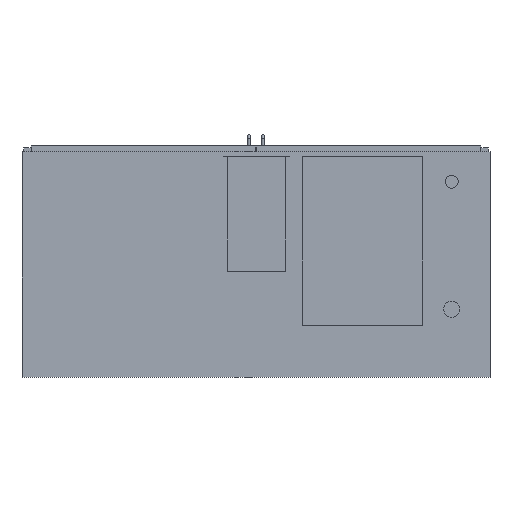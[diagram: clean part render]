
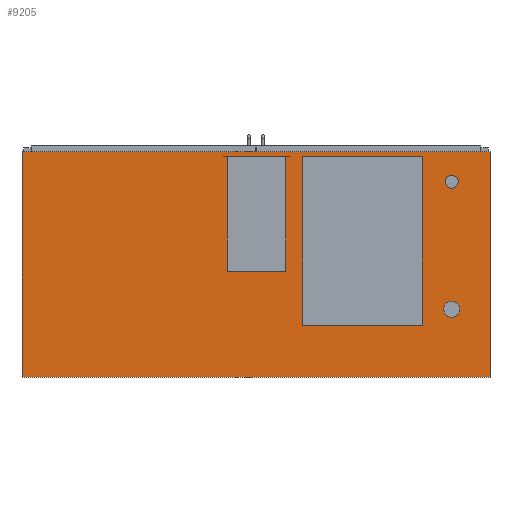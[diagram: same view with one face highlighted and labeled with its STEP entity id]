
A CAD part, front view. The second image highlights one B-rep face of the part: STEP entity #9205.
In plain terms, the highlighted planar face has unit normal (0, -1, 0).
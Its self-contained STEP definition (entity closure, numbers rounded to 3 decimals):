
#91=FACE_BOUND('',#961,.T.);
#92=FACE_BOUND('',#962,.T.);
#111=CIRCLE('',#9842,20.);
#113=CIRCLE('',#9846,25.);
#389=FACE_OUTER_BOUND('',#960,.T.);
#960=EDGE_LOOP('',(#6139,#6140,#6141,#6142));
#961=EDGE_LOOP('',(#6143));
#962=EDGE_LOOP('',(#6144));
#1560=LINE('',#13229,#2732);
#1562=LINE('',#13233,#2734);
#1564=LINE('',#13237,#2736);
#1566=LINE('',#13240,#2738);
#2732=VECTOR('',#10623,10.);
#2734=VECTOR('',#10627,10.);
#2736=VECTOR('',#10631,10.);
#2738=VECTOR('',#10635,10.);
#3882=VERTEX_POINT('',#13180);
#3884=VERTEX_POINT('',#13187);
#3897=VERTEX_POINT('',#13226);
#3898=VERTEX_POINT('',#13228);
#3899=VERTEX_POINT('',#13232);
#3900=VERTEX_POINT('',#13236);
#4759=EDGE_CURVE('',#3882,#3882,#111,.T.);
#4762=EDGE_CURVE('',#3884,#3884,#113,.T.);
#4780=EDGE_CURVE('',#3898,#3897,#1560,.T.);
#4782=EDGE_CURVE('',#3899,#3898,#1562,.T.);
#4784=EDGE_CURVE('',#3900,#3899,#1564,.T.);
#4786=EDGE_CURVE('',#3897,#3900,#1566,.T.);
#6139=ORIENTED_EDGE('',*,*,#4786,.T.);
#6140=ORIENTED_EDGE('',*,*,#4784,.T.);
#6141=ORIENTED_EDGE('',*,*,#4782,.T.);
#6142=ORIENTED_EDGE('',*,*,#4780,.T.);
#6143=ORIENTED_EDGE('',*,*,#4759,.T.);
#6144=ORIENTED_EDGE('',*,*,#4762,.T.);
#8711=PLANE('',#9858);
#9205=ADVANCED_FACE('',(#389,#91,#92),#8711,.T.);
#9842=AXIS2_PLACEMENT_3D('',#13182,#10579,#10580);
#9846=AXIS2_PLACEMENT_3D('',#13189,#10588,#10589);
#9858=AXIS2_PLACEMENT_3D('',#13241,#10636,#10637);
#10579=DIRECTION('center_axis',(0.,1.,0.));
#10580=DIRECTION('ref_axis',(1.,0.,0.));
#10588=DIRECTION('center_axis',(0.,1.,0.));
#10589=DIRECTION('ref_axis',(1.,0.,0.));
#10623=DIRECTION('',(-1.,0.,0.));
#10627=DIRECTION('',(0.,0.,1.));
#10631=DIRECTION('',(1.,0.,0.));
#10635=DIRECTION('',(0.,0.,-1.));
#10636=DIRECTION('center_axis',(0.,-1.,0.));
#10637=DIRECTION('ref_axis',(0.,0.,-1.));
#13180=CARTESIAN_POINT('',(582.,-370.,254.5));
#13182=CARTESIAN_POINT('Origin',(602.,-370.,254.5));
#13187=CARTESIAN_POINT('',(577.,-370.,-137.5));
#13189=CARTESIAN_POINT('Origin',(602.,-370.,-137.5));
#13226=CARTESIAN_POINT('',(-720.,-370.,347.5));
#13228=CARTESIAN_POINT('',(720.,-370.,347.5));
#13229=CARTESIAN_POINT('',(-720.,-370.,347.5));
#13232=CARTESIAN_POINT('',(720.,-370.,-347.5));
#13233=CARTESIAN_POINT('',(720.,-370.,347.5));
#13236=CARTESIAN_POINT('',(-720.,-370.,-347.5));
#13237=CARTESIAN_POINT('',(720.,-370.,-347.5));
#13240=CARTESIAN_POINT('',(-720.,-370.,-347.5));
#13241=CARTESIAN_POINT('Origin',(0.,-370.,0.));
